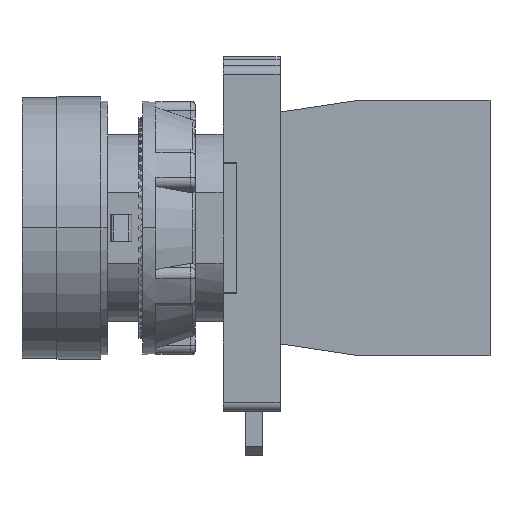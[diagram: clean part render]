
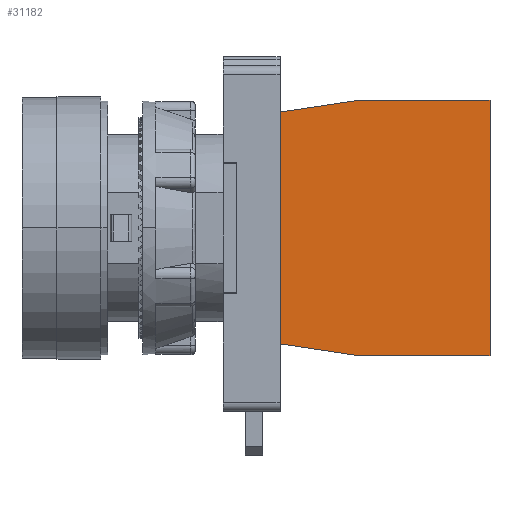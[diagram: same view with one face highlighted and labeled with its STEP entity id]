
A CAD part, left-side view. The second image highlights one B-rep face of the part: STEP entity #31182.
In plain terms, the highlighted planar face has unit normal (-1, 0, 0).
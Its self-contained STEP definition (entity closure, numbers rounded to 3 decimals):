
#990=DIRECTION('',(0.,0.,-1.));
#991=VECTOR('',#990,2.75);
#992=CARTESIAN_POINT('',(0.05,-6.5,13.25));
#993=LINE('',#992,#991);
#1020=DIRECTION('',(0.,0.,-1.));
#1021=VECTOR('',#1020,2.75);
#1022=CARTESIAN_POINT('',(0.05,-6.5,-10.5));
#1023=LINE('',#1022,#1021);
#12629=DIRECTION('',(0.,-0.989,0.148));
#12630=VECTOR('',#12629,9.101);
#12631=CARTESIAN_POINT('',(0.05,-6.5,13.25));
#12632=LINE('',#12631,#12630);
#12636=DIRECTION('',(0.,-1.,0.));
#12637=VECTOR('',#12636,15.);
#12638=CARTESIAN_POINT('',(0.05,-15.5,14.6));
#12639=LINE('',#12638,#12637);
#12643=DIRECTION('',(0.,0.,-1.));
#12644=VECTOR('',#12643,29.2);
#12645=CARTESIAN_POINT('',(0.05,-30.5,14.6));
#12646=LINE('',#12645,#12644);
#12650=DIRECTION('',(0.,1.,0.));
#12651=VECTOR('',#12650,15.);
#12652=CARTESIAN_POINT('',(0.05,-30.5,-14.6));
#12653=LINE('',#12652,#12651);
#12657=DIRECTION('',(0.,0.989,0.148));
#12658=VECTOR('',#12657,9.101);
#12659=CARTESIAN_POINT('',(0.05,-15.5,-14.6));
#12660=LINE('',#12659,#12658);
#12664=DIRECTION('',(0.,0.,1.));
#12665=VECTOR('',#12664,21.);
#12666=CARTESIAN_POINT('',(0.05,-6.5,-10.5));
#12667=LINE('',#12666,#12665);
#17217=CARTESIAN_POINT('',(0.05,-15.5,14.6));
#17218=CARTESIAN_POINT('',(0.05,-30.5,14.6));
#17219=VERTEX_POINT('',#17217);
#17220=VERTEX_POINT('',#17218);
#17221=CARTESIAN_POINT('',(0.05,-30.5,-14.6));
#17222=VERTEX_POINT('',#17221);
#17223=CARTESIAN_POINT('',(0.05,-15.5,-14.6));
#17224=VERTEX_POINT('',#17223);
#17233=CARTESIAN_POINT('',(0.05,-6.5,13.25));
#17234=CARTESIAN_POINT('',(0.05,-6.5,10.5));
#17235=VERTEX_POINT('',#17233);
#17236=VERTEX_POINT('',#17234);
#17237=CARTESIAN_POINT('',(0.05,-6.5,-10.5));
#17238=CARTESIAN_POINT('',(0.05,-6.5,-13.25));
#17239=VERTEX_POINT('',#17237);
#17240=VERTEX_POINT('',#17238);
#31162=CARTESIAN_POINT('',(0.05,0.,0.));
#31163=DIRECTION('',(1.,0.,0.));
#31164=DIRECTION('',(0.,0.,-1.));
#31165=AXIS2_PLACEMENT_3D('',#31162,#31163,#31164);
#31166=PLANE('',#31165);
#31167=ORIENTED_EDGE('',*,*,#19410,.F.);
#31169=ORIENTED_EDGE('',*,*,#31168,.T.);
#31171=ORIENTED_EDGE('',*,*,#31170,.T.);
#31173=ORIENTED_EDGE('',*,*,#31172,.T.);
#31175=ORIENTED_EDGE('',*,*,#31174,.T.);
#31177=ORIENTED_EDGE('',*,*,#31176,.T.);
#31178=ORIENTED_EDGE('',*,*,#19426,.F.);
#31179=ORIENTED_EDGE('',*,*,#31152,.T.);
#31180=EDGE_LOOP('',(#31167,#31169,#31171,#31173,#31175,#31177,#31178,#31179));
#31181=FACE_OUTER_BOUND('',#31180,.F.);
#19410=EDGE_CURVE('',#17235,#17236,#993,.T.);
#19426=EDGE_CURVE('',#17239,#17240,#1023,.T.);
#31152=EDGE_CURVE('',#17239,#17236,#12667,.T.);
#31168=EDGE_CURVE('',#17235,#17219,#12632,.T.);
#31170=EDGE_CURVE('',#17219,#17220,#12639,.T.);
#31172=EDGE_CURVE('',#17220,#17222,#12646,.T.);
#31174=EDGE_CURVE('',#17222,#17224,#12653,.T.);
#31176=EDGE_CURVE('',#17224,#17240,#12660,.T.);
#31182=ADVANCED_FACE('',(#31181),#31166,.F.);
